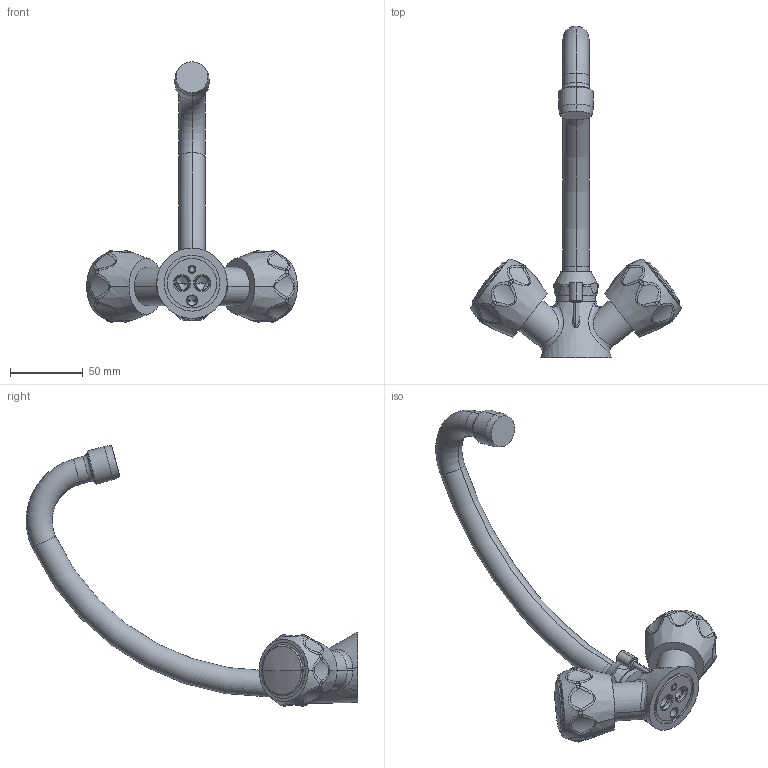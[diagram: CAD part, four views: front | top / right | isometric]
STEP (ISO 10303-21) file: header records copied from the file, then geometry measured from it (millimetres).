
FILE_DESCRIPTION((''),'2;1');
FILE_NAME('DA072CR','2021-11-09T12:55:29',('ut3'),('PAFFONI SpA'),'CREO PARAMETRIC BY PTC INC, 2020044','CREO PARAMETRIC BY PTC INC, 2020044','');
FILE_SCHEMA(('CONFIG_CONTROL_DESIGN','SHAPE_APPEARANCE_LAYERS_GROUPS'));
Length unit declared in the file: millimetre
Products named in the file (1): DA072CR
Bounding box: 145.23 x 228.33 x 179.42 mm (x, y, z)
Volume: 251321.3 mm3; surface area: 53259.7 mm2
Topology: 2 solids, 2 shells, 318 faces, 726 edges, 428 vertices
Faces by surface type: cylinder 88, bspline 87, torus 62, plane 39, cone 38, sphere 4
Entity records: 22152 total; most frequent: CARTESIAN_POINT 13296, ORIENTED_EDGE 1428, DIRECTION 1317, EDGE_CURVE 714, AXIS2_PLACEMENT_3D 601, VERTEX_POINT 428, CIRCLE 370, EDGE_LOOP 350
